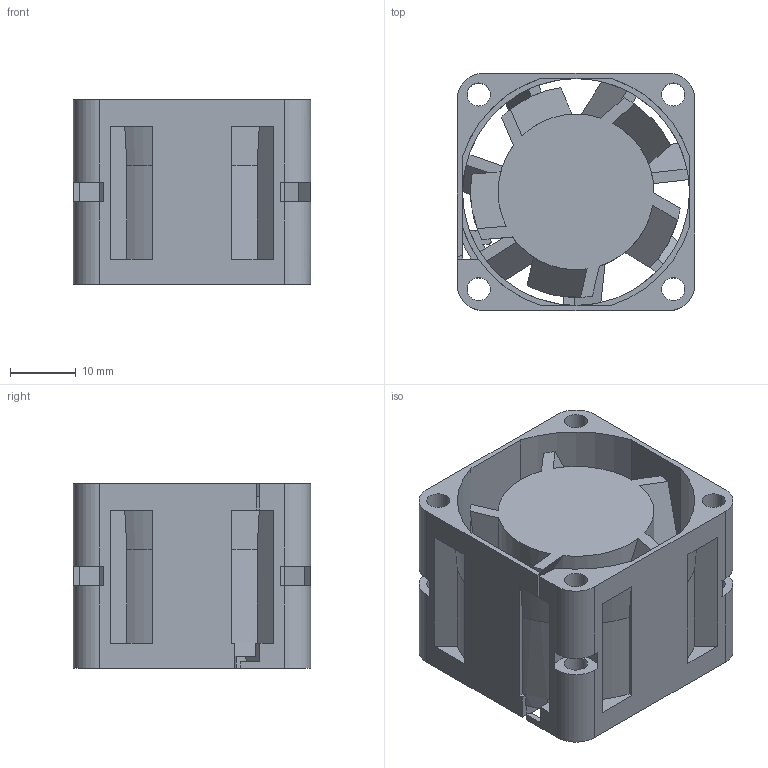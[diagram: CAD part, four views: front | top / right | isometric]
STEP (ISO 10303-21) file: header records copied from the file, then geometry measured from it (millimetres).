
FILE_DESCRIPTION(/* description */ ('','CAx-IF Rec.Pracs.---Representation and Presentation of Product Manufacturing Information (PMI)---4.0---2014-10-13'),/* implementation_level */ '2;1');
FILE_NAME(/* name */ 'Delta 3628.step',/* time_stamp */ '2024-12-07T17:22:15-05:00',/* author */ (''),/* organization */ (''),/* preprocessor_version */ 'ST-DEVELOPER v20',/* originating_system */ 'Autodesk Translation Framework v13.20.0.188',/* authorisation */ '');
FILE_SCHEMA (('AP242_MANAGED_MODEL_BASED_3D_ENGINEERING_MIM_LF { 1 0 10303 442 1 1 4 }'));
Length unit declared in the file: millimetre
Products named in the file (1): Delta 3628
Bounding box: 36 x 36 x 28 mm (x, y, z)
Volume: 17258.8 mm3; surface area: 14352.6 mm2
Topology: 2 solids, 2 shells, 221 faces, 638 edges, 419 vertices
Faces by surface type: plane 137, cylinder 62, cone 19, bspline 3
Full cylindrical faces by diameter (mm): 3.5 x8, 34.4 x1
Entity records: 7528 total; most frequent: CARTESIAN_POINT 1492, ORIENTED_EDGE 1276, DIRECTION 1272, EDGE_CURVE 638, AXIS2_PLACEMENT_3D 453, VERTEX_POINT 419, LINE 366, VECTOR 366
